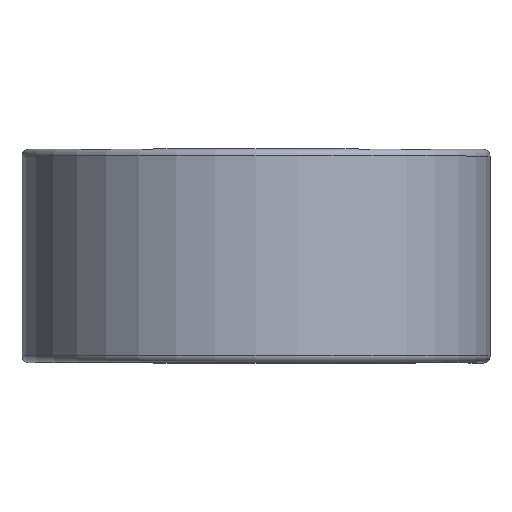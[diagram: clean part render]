
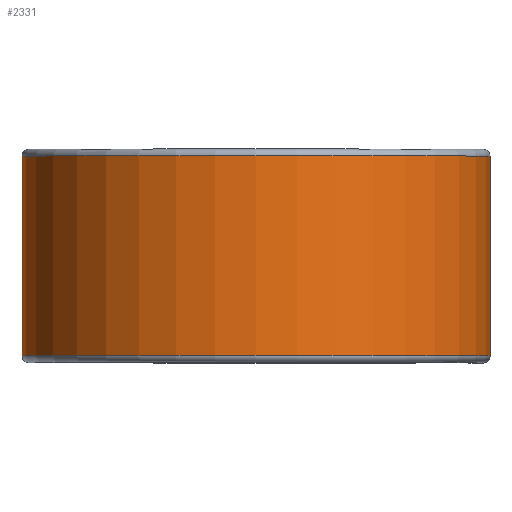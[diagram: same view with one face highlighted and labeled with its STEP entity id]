
A CAD part, top view. The second image highlights one B-rep face of the part: STEP entity #2331.
In plain terms, the highlighted cylindrical face has radius 26.124 mm (diameter 52.248 mm), a partial arc.
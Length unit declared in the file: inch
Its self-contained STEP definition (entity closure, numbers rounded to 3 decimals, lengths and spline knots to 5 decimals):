
#73 = VERTEX_POINT ( 'NONE', #800 ) ;
#109 = EDGE_CURVE ( 'NONE', #2190, #73, #2034, .T. ) ;
#174 = CARTESIAN_POINT ( 'NONE',  ( 1.0285, -0.43875, 0. ) ) ;
#178 = EDGE_CURVE ( 'NONE', #73, #2315, #559, .T. ) ;
#266 = AXIS2_PLACEMENT_3D ( 'NONE', #1730, #1901, #1802 ) ;
#312 = ORIENTED_EDGE ( 'NONE', *, *, #1367, .T. ) ;
#403 = DIRECTION ( 'NONE',  ( 0., -1., 0. ) ) ;
#559 = LINE ( 'NONE', #1058, #589 ) ;
#584 = CARTESIAN_POINT ( 'NONE',  ( 0., 0.43875, 0. ) ) ;
#589 = VECTOR ( 'NONE', #862, 39.37008 ) ;
#615 = CARTESIAN_POINT ( 'NONE',  ( 1.0285, 0.43875, 0. ) ) ;
#650 = CYLINDRICAL_SURFACE ( 'NONE', #685, 1.0285 ) ;
#685 = AXIS2_PLACEMENT_3D ( 'NONE', #1541, #403, #1713 ) ;
#775 = DIRECTION ( 'NONE',  ( 0., 0., -1. ) ) ;
#800 = CARTESIAN_POINT ( 'NONE',  ( 0., -0.43875, -1.0285 ) ) ;
#862 = DIRECTION ( 'NONE',  ( 0., 1., 0. ) ) ;
#904 = CARTESIAN_POINT ( 'NONE',  ( 1.0285, 0.43875, 0. ) ) ;
#926 = CIRCLE ( 'NONE', #2076, 1.0285 ) ;
#995 = ORIENTED_EDGE ( 'NONE', *, *, #178, .F. ) ;
#1021 = VERTEX_POINT ( 'NONE', #904 ) ;
#1058 = CARTESIAN_POINT ( 'NONE',  ( 0., 0.43875, -1.0285 ) ) ;
#1126 = CARTESIAN_POINT ( 'NONE',  ( 0., 0.43875, -1.0285 ) ) ;
#1174 = ORIENTED_EDGE ( 'NONE', *, *, #2318, .T. ) ;
#1349 = VECTOR ( 'NONE', #1902, 39.37008 ) ;
#1367 = EDGE_CURVE ( 'NONE', #2190, #1021, #2029, .T. ) ;
#1394 = FACE_OUTER_BOUND ( 'NONE', #2161, .T. ) ;
#1541 = CARTESIAN_POINT ( 'NONE',  ( 0., 0.4375, 0. ) ) ;
#1664 = ORIENTED_EDGE ( 'NONE', *, *, #109, .F. ) ;
#1713 = DIRECTION ( 'NONE',  ( 0., 0., -1. ) ) ;
#1730 = CARTESIAN_POINT ( 'NONE',  ( 0., -0.43875, 0. ) ) ;
#1802 = DIRECTION ( 'NONE',  ( 0., 0., -1. ) ) ;
#1879 = DIRECTION ( 'NONE',  ( 0., -1., 0. ) ) ;
#1901 = DIRECTION ( 'NONE',  ( 0., -1., 0. ) ) ;
#1902 = DIRECTION ( 'NONE',  ( 0., 1., 0. ) ) ;
#2029 = LINE ( 'NONE', #615, #1349 ) ;
#2034 = CIRCLE ( 'NONE', #266, 1.0285 ) ;
#2076 = AXIS2_PLACEMENT_3D ( 'NONE', #584, #1879, #775 ) ;
#2161 = EDGE_LOOP ( 'NONE', ( #312, #1174, #995, #1664 ) ) ;
#2190 = VERTEX_POINT ( 'NONE', #174 ) ;
#2315 = VERTEX_POINT ( 'NONE', #1126 ) ;
#2318 = EDGE_CURVE ( 'NONE', #1021, #2315, #926, .T. ) ;
#2331 = ADVANCED_FACE ( 'NONE', ( #1394 ), #650, .T. ) ;
